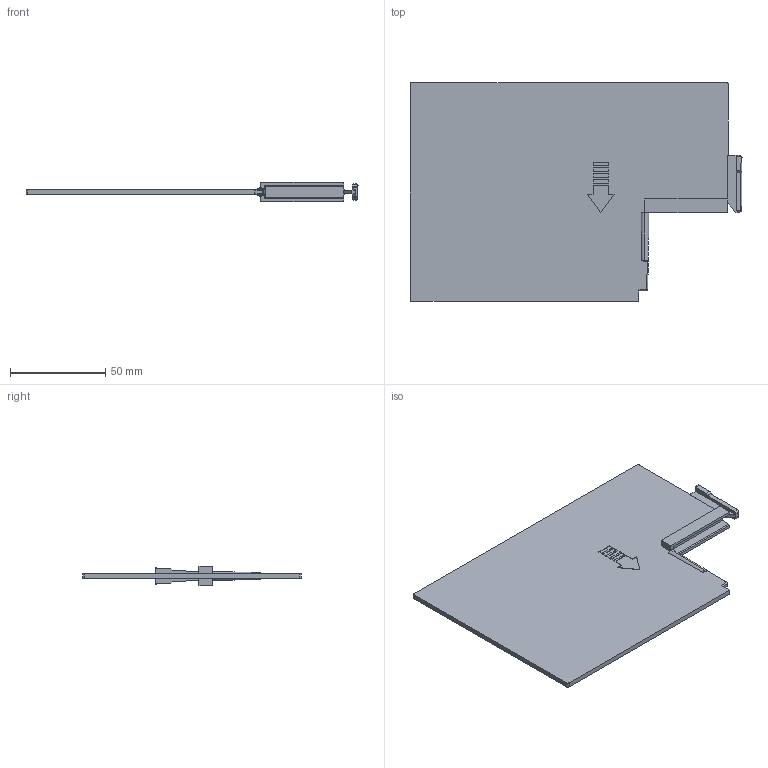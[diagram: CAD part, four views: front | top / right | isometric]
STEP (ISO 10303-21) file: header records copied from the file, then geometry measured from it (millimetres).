
FILE_DESCRIPTION (( 'STEP AP203' ), '1' );
FILE_NAME ('GCBX5-PBR-STD.step', '2021-09-02T13:05:25', ( '' ), ( '' ), 'SwSTEP 2.0', 'SolidWorks 2021', '' );
FILE_SCHEMA (( 'CONFIG_CONTROL_DESIGN' ));
Length unit declared in the file: inch
Products named in the file (1): GCBX5-PBR-STD
Bounding box: 174.06 x 114.7 x 10 mm (x, y, z)
Volume: 46333.2 mm3; surface area: 37683.5 mm2
Topology: 1 solids, 1 shells, 135 faces, 352 edges, 229 vertices
Faces by surface type: plane 125, cone 7, cylinder 3
Entity records: 4238 total; most frequent: CARTESIAN_POINT 914, ORIENTED_EDGE 704, DIRECTION 595, EDGE_CURVE 352, VECTOR 305, LINE 305, VERTEX_POINT 229, EDGE_LOOP 145
